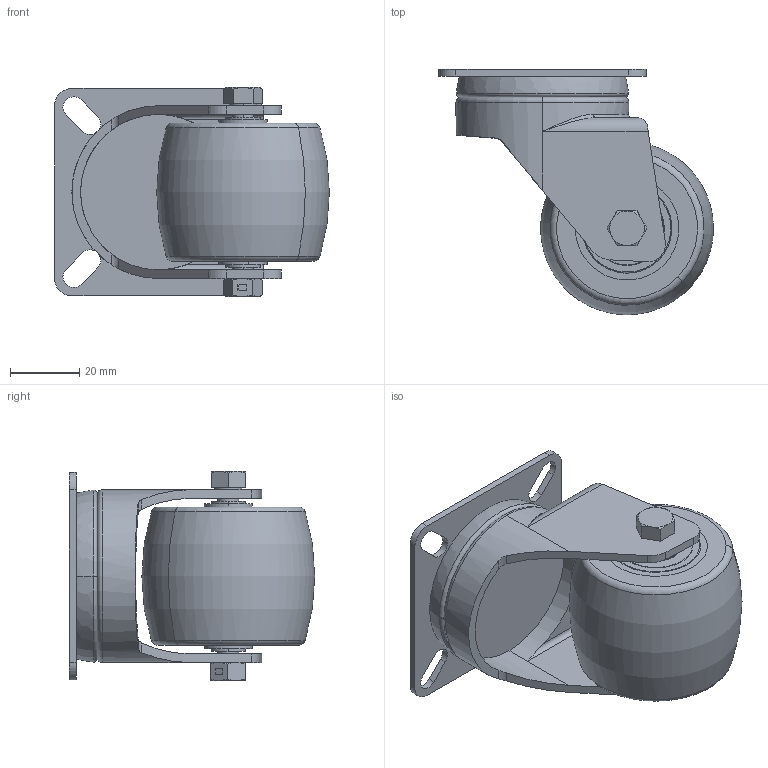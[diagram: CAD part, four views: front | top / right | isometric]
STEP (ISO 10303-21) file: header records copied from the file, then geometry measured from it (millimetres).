
FILE_DESCRIPTION (( 'STEP AP214' ), '1' );
FILE_NAME ('0049160.step', '2021-07-02T11:28:03', ( 'Windows-Benutzer' ), ( '' ), 'SwSTEP 2.0', 'SolidWorks 2020', '' );
FILE_SCHEMA (( 'AUTOMOTIVE_DESIGN' ));
Length unit declared in the file: millimetre
Products named in the file (1): 0049160
Bounding box: 79.47 x 71 x 60.47 mm (x, y, z)
Volume: 96286.5 mm3; surface area: 52229.5 mm2
Topology: 15 solids, 15 shells, 387 faces, 1227 edges, 792 vertices
Faces by surface type: torus 111, cylinder 109, plane 95, sphere 44, cone 26, bspline 2
Entity records: 19463 total; most frequent: CARTESIAN_POINT 4841, ORIENTED_EDGE 2274, DIRECTION 2066, EDGE_CURVE 1137, AXIS2_PLACEMENT_3D 915, VERTEX_POINT 748, CIRCLE 529, EDGE_LOOP 435
